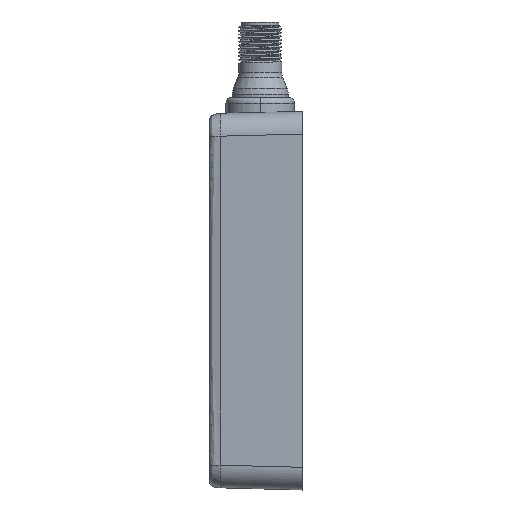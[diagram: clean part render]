
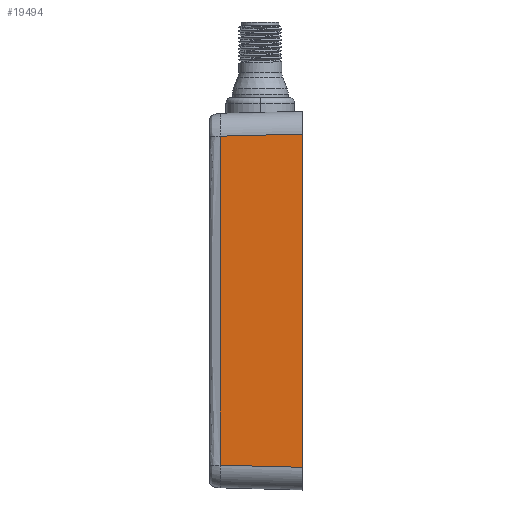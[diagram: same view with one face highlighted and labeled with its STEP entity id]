
A CAD part, left-side view. The second image highlights one B-rep face of the part: STEP entity #19494.
In plain terms, the highlighted planar face has unit normal (-1, 0.026, 0).
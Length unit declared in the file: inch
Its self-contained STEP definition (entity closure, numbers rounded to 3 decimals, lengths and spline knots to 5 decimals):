
#374=CARTESIAN_POINT('',(-3.54528,0.,-1.82115));
#382=DIRECTION('',(0.,0.,-1.));
#383=VECTOR('',#382,3.6423);
#384=CARTESIAN_POINT('',(-3.54528,0.,1.82115));
#385=LINE('',#384,#383);
#392=CARTESIAN_POINT('',(-3.54528,0.,1.82115));
#1137=CARTESIAN_POINT('',(-3.52177,0.89773,
1.79764));
#1143=DIRECTION('',(0.,0.,1.));
#1144=VECTOR('',#1143,3.59528);
#1145=CARTESIAN_POINT('',(-3.52177,0.89773,
-1.79764));
#1146=LINE('',#1145,#1144);
#1147=DIRECTION('',(-0.026,-0.999,0.026));
#1148=VECTOR('',#1147,0.89835);
#1149=CARTESIAN_POINT('',(-3.52177,0.89773,
1.79764));
#1150=LINE('',#1149,#1148);
#1151=DIRECTION('',(-0.026,-0.999,-0.026));
#1152=VECTOR('',#1151,0.89835);
#1153=CARTESIAN_POINT('',(-3.52177,0.89773,
-1.79764));
#1154=LINE('',#1153,#1152);
#17629=VERTEX_POINT('',#392);
#17630=VERTEX_POINT('',#374);
#17653=VERTEX_POINT('',#1137);
#17656=CARTESIAN_POINT('',(-3.52177,0.89773,
-1.79764));
#17657=VERTEX_POINT('',#17656);
#19482=CARTESIAN_POINT('',(-3.54528,0.,-2.21683));
#19483=DIRECTION('',(-1.,0.026,0.));
#19484=DIRECTION('',(0.,0.,-1.));
#19485=AXIS2_PLACEMENT_3D('',#19482,#19483,#19484);
#19486=PLANE('',#19485);
#19487=ORIENTED_EDGE('',*,*,#19424,.T.);
#19488=ORIENTED_EDGE('',*,*,#19477,.T.);
#19489=ORIENTED_EDGE('',*,*,#18661,.T.);
#19491=ORIENTED_EDGE('',*,*,#19490,.F.);
#19492=EDGE_LOOP('',(#19487,#19488,#19489,#19491));
#19493=FACE_OUTER_BOUND('',#19492,.F.);
#19494=ADVANCED_FACE('',(#19493),#19486,.T.);
#18661=EDGE_CURVE('',#17629,#17630,#385,.T.);
#19424=EDGE_CURVE('',#17657,#17653,#1146,.T.);
#19477=EDGE_CURVE('',#17653,#17629,#1150,.T.);
#19490=EDGE_CURVE('',#17657,#17630,#1154,.T.);
